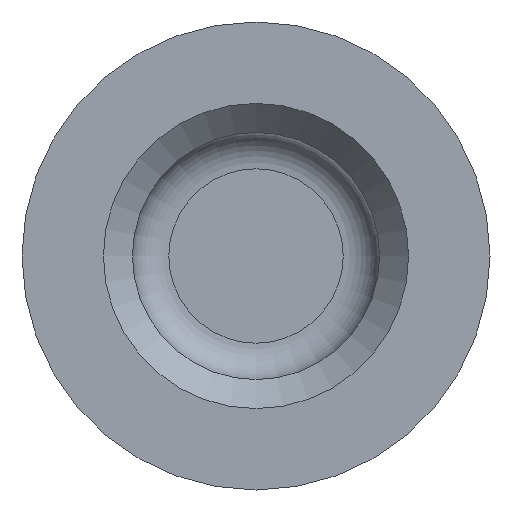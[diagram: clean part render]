
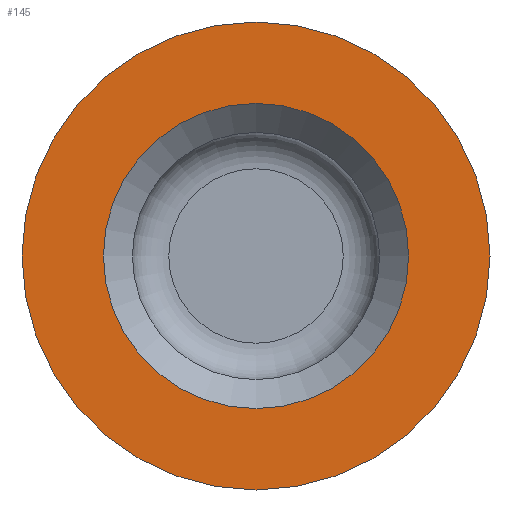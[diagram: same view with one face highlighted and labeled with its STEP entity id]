
A CAD part, front view. The second image highlights one B-rep face of the part: STEP entity #145.
In plain terms, the highlighted planar face has unit normal (0, -1, 0).
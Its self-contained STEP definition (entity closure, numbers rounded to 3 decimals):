
#16=FACE_BOUND('',#42,.T.);
#19=PLANE('',#184);
#30=FACE_OUTER_BOUND('',#41,.T.);
#41=EDGE_LOOP('',(#117));
#42=EDGE_LOOP('',(#118));
#63=CIRCLE('',#178,10.5);
#68=CIRCLE('',#185,16.1);
#76=VERTEX_POINT('',#258);
#81=VERTEX_POINT('',#272);
#88=EDGE_CURVE('',#76,#76,#63,.T.);
#95=EDGE_CURVE('',#81,#81,#68,.T.);
#117=ORIENTED_EDGE('',*,*,#95,.F.);
#118=ORIENTED_EDGE('',*,*,#88,.F.);
#145=ADVANCED_FACE('',(#30,#16),#19,.F.);
#178=AXIS2_PLACEMENT_3D('',#259,#205,#206);
#184=AXIS2_PLACEMENT_3D('',#271,#219,#220);
#185=AXIS2_PLACEMENT_3D('',#273,#221,#222);
#205=DIRECTION('center_axis',(0.,-1.,0.));
#206=DIRECTION('ref_axis',(1.,0.,0.));
#219=DIRECTION('center_axis',(0.,1.,0.));
#220=DIRECTION('ref_axis',(0.,0.,1.));
#221=DIRECTION('center_axis',(0.,1.,0.));
#222=DIRECTION('ref_axis',(-1.,0.,0.));
#258=CARTESIAN_POINT('',(-10.5,0.,0.));
#259=CARTESIAN_POINT('Origin',(0.,0.,0.));
#271=CARTESIAN_POINT('Origin',(0.,0.,0.));
#272=CARTESIAN_POINT('',(16.1,0.,0.));
#273=CARTESIAN_POINT('Origin',(0.,0.,0.));
